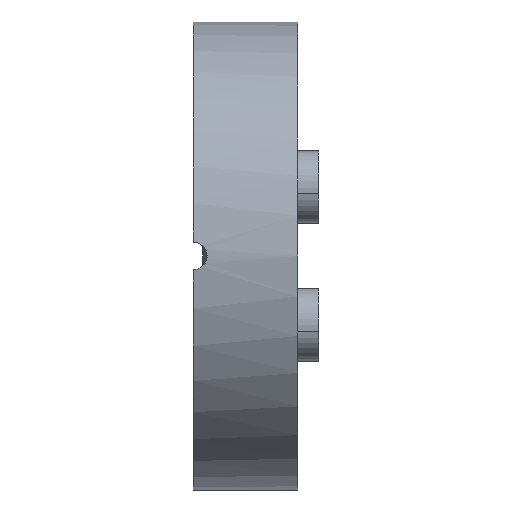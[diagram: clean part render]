
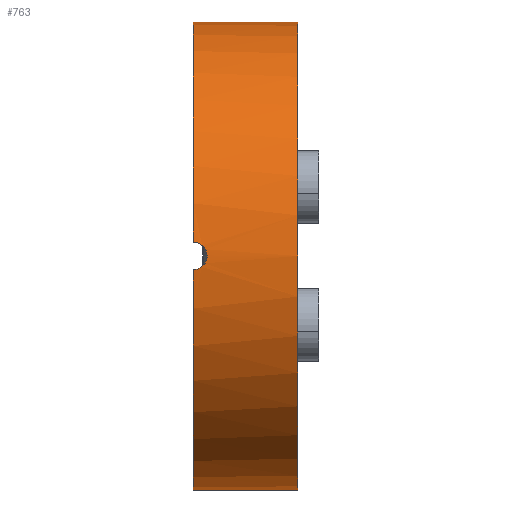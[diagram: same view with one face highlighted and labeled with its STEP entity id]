
A CAD part, left-side view. The second image highlights one B-rep face of the part: STEP entity #763.
In plain terms, the highlighted cylindrical face has radius 17 mm (diameter 34 mm), a partial arc.
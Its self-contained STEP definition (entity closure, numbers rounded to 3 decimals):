
#64 = EDGE_CURVE ( 'NONE', #651, #894, #831, .T. ) ;
#86 = DIRECTION ( 'NONE',  ( 0., 1., 0. ) ) ;
#90 = EDGE_CURVE ( 'NONE', #1050, #195, #1307, .T. ) ;
#105 = CARTESIAN_POINT ( 'NONE',  ( -16.972, -0.262, 0.974 ) ) ;
#195 = VERTEX_POINT ( 'NONE', #1599 ) ;
#218 = CARTESIAN_POINT ( 'NONE',  ( -16.993, -0.874, 0.503 ) ) ;
#228 = ORIENTED_EDGE ( 'NONE', *, *, #90, .F. ) ;
#248 = CARTESIAN_POINT ( 'NONE',  ( -16.998, -0.974, -0.261 ) ) ;
#260 = EDGE_CURVE ( 'NONE', #882, #195, #306, .T. ) ;
#306 = B_SPLINE_CURVE_WITH_KNOTS ( 'NONE', 3,
 ( #1640, #1622, #105, #1294, #522, #992, #218, #697, #1608, #1631, #248, #1464, #676, #686, #1927, #851 ),
 .UNSPECIFIED., .F., .F.,
 ( 4, 2, 2, 2, 2, 2, 2, 4 ),
 ( 0., 0., 0.001, 0.001, 0.002, 0.002, 0.002, 0.003 ),
 .UNSPECIFIED. ) ;
#327 = VERTEX_POINT ( 'NONE', #1471 ) ;
#395 = DIRECTION ( 'NONE',  ( 0., 1., 0. ) ) ;
#401 = ORIENTED_EDGE ( 'NONE', *, *, #260, .T. ) ;
#490 = DIRECTION ( 'NONE',  ( 0., 0., 1. ) ) ;
#504 = DIRECTION ( 'NONE',  ( 0., 1., 0. ) ) ;
#522 = CARTESIAN_POINT ( 'NONE',  ( -16.981, -0.615, 0.799 ) ) ;
#527 = CARTESIAN_POINT ( 'NONE',  ( -16.971, 0., 1. ) ) ;
#533 = CARTESIAN_POINT ( 'NONE',  ( 0., -7.6, 0. ) ) ;
#592 = EDGE_CURVE ( 'NONE', #651, #1050, #1946, .T. ) ;
#639 = CARTESIAN_POINT ( 'NONE',  ( 0., -7.6, -17. ) ) ;
#650 = DIRECTION ( 'NONE',  ( 0., 1., 0. ) ) ;
#651 = VERTEX_POINT ( 'NONE', #639 ) ;
#675 = CARTESIAN_POINT ( 'NONE',  ( 0., -7.6, 0. ) ) ;
#676 = CARTESIAN_POINT ( 'NONE',  ( -16.989, -0.801, -0.613 ) ) ;
#686 = CARTESIAN_POINT ( 'NONE',  ( -16.978, -0.521, -0.893 ) ) ;
#697 = CARTESIAN_POINT ( 'NONE',  ( -16.998, -0.974, 0.263 ) ) ;
#710 = DIRECTION ( 'NONE',  ( 0., 1., 0. ) ) ;
#722 = CARTESIAN_POINT ( 'NONE',  ( 0., -7.6, -17. ) ) ;
#763 = ADVANCED_FACE ( 'NONE', ( #956 ), #978, .T. ) ;
#831 = CIRCLE ( 'NONE', #1236, 17. ) ;
#851 = CARTESIAN_POINT ( 'NONE',  ( -16.971, 0., -1. ) ) ;
#882 = VERTEX_POINT ( 'NONE', #527 ) ;
#894 = VERTEX_POINT ( 'NONE', #987 ) ;
#956 = FACE_OUTER_BOUND ( 'NONE', #1780, .T. ) ;
#978 = CYLINDRICAL_SURFACE ( 'NONE', #1208, 17. ) ;
#980 = DIRECTION ( 'NONE',  ( 0., 0., 1. ) ) ;
#987 = CARTESIAN_POINT ( 'NONE',  ( 0., -7.6, 17. ) ) ;
#992 = CARTESIAN_POINT ( 'NONE',  ( -16.989, -0.799, 0.615 ) ) ;
#1012 = ORIENTED_EDGE ( 'NONE', *, *, #1760, .F. ) ;
#1028 = DIRECTION ( 'NONE',  ( 0., 0., 1. ) ) ;
#1050 = VERTEX_POINT ( 'NONE', #1669 ) ;
#1149 = AXIS2_PLACEMENT_3D ( 'NONE', #1772, #395, #1028 ) ;
#1187 = CARTESIAN_POINT ( 'NONE',  ( 0., -7.6, 17. ) ) ;
#1208 = AXIS2_PLACEMENT_3D ( 'NONE', #675, #650, #1281 ) ;
#1212 = ORIENTED_EDGE ( 'NONE', *, *, #1398, .T. ) ;
#1236 = AXIS2_PLACEMENT_3D ( 'NONE', #533, #504, #490 ) ;
#1281 = DIRECTION ( 'NONE',  ( 0., 0., 1. ) ) ;
#1294 = CARTESIAN_POINT ( 'NONE',  ( -16.978, -0.504, 0.874 ) ) ;
#1307 = CIRCLE ( 'NONE', #1356, 17. ) ;
#1356 = AXIS2_PLACEMENT_3D ( 'NONE', #1727, #86, #980 ) ;
#1398 = EDGE_CURVE ( 'NONE', #894, #327, #1492, .T. ) ;
#1421 = VECTOR ( 'NONE', #710, 1000. ) ;
#1464 = CARTESIAN_POINT ( 'NONE',  ( -16.993, -0.874, -0.503 ) ) ;
#1471 = CARTESIAN_POINT ( 'NONE',  ( 0., 0., 17. ) ) ;
#1492 = LINE ( 'NONE', #1187, #1737 ) ;
#1599 = CARTESIAN_POINT ( 'NONE',  ( -16.971, 0., -1. ) ) ;
#1608 = CARTESIAN_POINT ( 'NONE',  ( -17., -1., 0.131 ) ) ;
#1622 = CARTESIAN_POINT ( 'NONE',  ( -16.971, -0.132, 1. ) ) ;
#1631 = CARTESIAN_POINT ( 'NONE',  ( -17., -1., -0.13 ) ) ;
#1640 = CARTESIAN_POINT ( 'NONE',  ( -16.971, 0., 1. ) ) ;
#1669 = CARTESIAN_POINT ( 'NONE',  ( 0., 0., -17. ) ) ;
#1697 = ORIENTED_EDGE ( 'NONE', *, *, #64, .T. ) ;
#1727 = CARTESIAN_POINT ( 'NONE',  ( 0., 0., 0. ) ) ;
#1737 = VECTOR ( 'NONE', #1797, 1000. ) ;
#1760 = EDGE_CURVE ( 'NONE', #882, #327, #1884, .T. ) ;
#1772 = CARTESIAN_POINT ( 'NONE',  ( 0., 0., 0. ) ) ;
#1780 = EDGE_LOOP ( 'NONE', ( #1975, #1697, #1212, #1012, #401, #228 ) ) ;
#1797 = DIRECTION ( 'NONE',  ( 0., 1., 0. ) ) ;
#1884 = CIRCLE ( 'NONE', #1149, 17. ) ;
#1927 = CARTESIAN_POINT ( 'NONE',  ( -16.971, -0.264, -1. ) ) ;
#1946 = LINE ( 'NONE', #722, #1421 ) ;
#1975 = ORIENTED_EDGE ( 'NONE', *, *, #592, .F. ) ;
